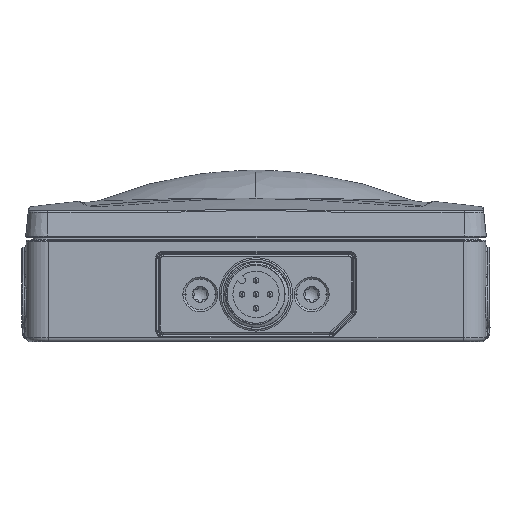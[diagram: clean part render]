
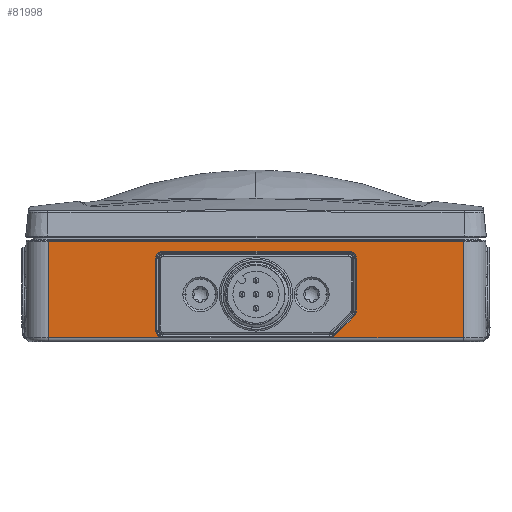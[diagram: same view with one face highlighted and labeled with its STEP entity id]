
A CAD part, front view. The second image highlights one B-rep face of the part: STEP entity #81998.
In plain terms, the highlighted planar face has unit normal (0, -1, 0).
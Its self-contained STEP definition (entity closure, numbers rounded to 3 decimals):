
#19089=DIRECTION('',(0.,0.,-1.));
#19090=VECTOR('',#19089,17.3);
#19091=CARTESIAN_POINT('',(-37.25,-44.25,-3.45));
#19092=LINE('',#19091,#19090);
#19116=DIRECTION('',(-1.,0.,0.));
#19117=VECTOR('',#19116,74.5);
#19118=CARTESIAN_POINT('',(37.25,-44.25,-3.45));
#19119=LINE('',#19118,#19117);
#19124=CARTESIAN_POINT('',(13.229,-44.25,
-20.743));
#19125=CARTESIAN_POINT('',(13.345,-44.25,
-20.741));
#19126=CARTESIAN_POINT('',(13.556,-44.25,
-20.713));
#19127=CARTESIAN_POINT('',(13.875,-44.25,
-20.579));
#19128=CARTESIAN_POINT('',(14.039,-44.25,-20.452));
#19129=CARTESIAN_POINT('',(14.113,-44.25,-20.377));
#19131=DIRECTION('',(0.707,0.,0.707));
#19132=VECTOR('',#19131,4.97);
#19133=CARTESIAN_POINT('',(14.113,-44.25,-20.377));
#19134=LINE('',#19133,#19132);
#19135=CARTESIAN_POINT('',(16.75,-44.25,-15.986));
#19136=DIRECTION('',(0.,-1.,0.));
#19137=DIRECTION('',(0.707,0.,-0.707));
#19138=AXIS2_PLACEMENT_3D('',#19135,#19136,#19137);
#19140=DIRECTION('',(0.,0.,1.));
#19141=VECTOR('',#19140,9.486);
#19142=CARTESIAN_POINT('',(17.99,-44.25,-15.986));
#19143=LINE('',#19142,#19141);
#19144=CARTESIAN_POINT('',(16.75,-44.25,-6.5));
#19145=DIRECTION('',(0.,-1.,0.));
#19146=DIRECTION('',(1.,0.,0.));
#19147=AXIS2_PLACEMENT_3D('',#19144,#19145,#19146);
#19149=CARTESIAN_POINT('',(-16.75,-44.25,-6.5));
#19150=DIRECTION('',(0.,-1.,0.));
#19151=DIRECTION('',(0.,0.,1.));
#19152=AXIS2_PLACEMENT_3D('',#19149,#19150,#19151);
#19154=CARTESIAN_POINT('',(-17.99,-44.25,-19.5));
#19155=CARTESIAN_POINT('',(-17.99,-44.25,-19.631));
#19156=CARTESIAN_POINT('',(-17.952,-44.25,
-19.879));
#19157=CARTESIAN_POINT('',(-17.771,-44.25,
-20.24));
#19158=CARTESIAN_POINT('',(-17.498,-44.25,
-20.516));
#19159=CARTESIAN_POINT('',(-17.133,-44.25,
-20.701));
#19160=CARTESIAN_POINT('',(-16.882,-44.25,
-20.741));
#19161=CARTESIAN_POINT('',(-16.743,-44.25,
-20.743));
#19171=DIRECTION('',(0.,0.,1.));
#19172=VECTOR('',#19171,17.3);
#19173=CARTESIAN_POINT('',(37.25,-44.25,-20.75));
#19174=LINE('',#19173,#19172);
#20833=DIRECTION('',(1.,0.,0.));
#20834=VECTOR('',#20833,24.021);
#20835=CARTESIAN_POINT('',(13.229,-44.25,
-20.743));
#20836=LINE('',#20835,#20834);
#20841=DIRECTION('',(1.,0.,0.));
#20842=VECTOR('',#20841,20.507);
#20843=CARTESIAN_POINT('',(-37.25,-44.25,-20.75));
#20844=LINE('',#20843,#20842);
#22504=DIRECTION('',(0.,0.,1.));
#22505=VECTOR('',#22504,13.);
#22506=CARTESIAN_POINT('',(-17.99,-44.25,-19.5));
#22507=LINE('',#22506,#22505);
#22527=DIRECTION('',(1.,0.,0.));
#22528=VECTOR('',#22527,33.5);
#22529=CARTESIAN_POINT('',(-16.75,-44.25,-5.26));
#22530=LINE('',#22529,#22528);
#30296=CARTESIAN_POINT('',(-37.25,-44.25,-3.45));
#30297=VERTEX_POINT('',#30296);
#30298=CARTESIAN_POINT('',(-37.25,-44.25,-20.75));
#30299=VERTEX_POINT('',#30298);
#30304=CARTESIAN_POINT('',(37.25,-44.25,-3.45));
#30305=VERTEX_POINT('',#30304);
#30306=CARTESIAN_POINT('',(37.25,-44.25,-20.75));
#30307=VERTEX_POINT('',#30306);
#30308=CARTESIAN_POINT('',(13.229,-44.25,
-20.743));
#30309=VERTEX_POINT('',#30308);
#30310=VERTEX_POINT('',#19129);
#30311=CARTESIAN_POINT('',(17.627,-44.25,-16.863));
#30312=VERTEX_POINT('',#30311);
#30313=CARTESIAN_POINT('',(17.99,-44.25,-15.986));
#30314=VERTEX_POINT('',#30313);
#30315=CARTESIAN_POINT('',(17.99,-44.25,-6.5));
#30316=VERTEX_POINT('',#30315);
#30317=CARTESIAN_POINT('',(16.75,-44.25,-5.26));
#30318=VERTEX_POINT('',#30317);
#30319=CARTESIAN_POINT('',(-16.75,-44.25,-5.26));
#30320=VERTEX_POINT('',#30319);
#30321=CARTESIAN_POINT('',(-17.99,-44.25,-6.5));
#30322=VERTEX_POINT('',#30321);
#30323=CARTESIAN_POINT('',(-17.99,-44.25,-19.5));
#30324=VERTEX_POINT('',#30323);
#30325=VERTEX_POINT('',#19161);
#81965=CARTESIAN_POINT('',(-41.25,-44.25,0.));
#81966=DIRECTION('',(0.,-1.,0.));
#81967=DIRECTION('',(1.,0.,0.));
#81968=AXIS2_PLACEMENT_3D('',#81965,#81966,#81967);
#81969=PLANE('',#81968);
#81970=ORIENTED_EDGE('',*,*,#81956,.F.);
#81972=ORIENTED_EDGE('',*,*,#81971,.F.);
#81974=ORIENTED_EDGE('',*,*,#81973,.F.);
#81976=ORIENTED_EDGE('',*,*,#81975,.T.);
#81978=ORIENTED_EDGE('',*,*,#81977,.T.);
#81980=ORIENTED_EDGE('',*,*,#81979,.T.);
#81982=ORIENTED_EDGE('',*,*,#81981,.T.);
#81984=ORIENTED_EDGE('',*,*,#81983,.T.);
#81986=ORIENTED_EDGE('',*,*,#81985,.F.);
#81988=ORIENTED_EDGE('',*,*,#81987,.T.);
#81990=ORIENTED_EDGE('',*,*,#81989,.F.);
#81992=ORIENTED_EDGE('',*,*,#81991,.T.);
#81994=ORIENTED_EDGE('',*,*,#81993,.F.);
#81995=ORIENTED_EDGE('',*,*,#81926,.F.);
#81996=EDGE_LOOP('',(#81970,#81972,#81974,#81976,#81978,#81980,#81982,#81984,
#81986,#81988,#81990,#81992,#81994,#81995));
#81997=FACE_OUTER_BOUND('',#81996,.F.);
#81998=ADVANCED_FACE('',(#81997),#81969,.T.);
#19130=B_SPLINE_CURVE_WITH_KNOTS('',3,(#19124,#19125,#19126,#19127,#19128,
#19129),.UNSPECIFIED.,.F.,.F.,(4,1,1,4),(0.,0.333,
0.667,1.),.UNSPECIFIED.);
#19139=CIRCLE('',#19138,1.24);
#19148=CIRCLE('',#19147,1.24);
#19153=CIRCLE('',#19152,1.24);
#19162=B_SPLINE_CURVE_WITH_KNOTS('',3,(#19154,#19155,#19156,#19157,#19158,
#19159,#19160,#19161),.UNSPECIFIED.,.F.,.F.,(4,1,1,1,1,4),(0.,0.2,0.4,
0.6,0.8,1.),.UNSPECIFIED.);
#81926=EDGE_CURVE('',#30297,#30299,#19092,.T.);
#81956=EDGE_CURVE('',#30305,#30297,#19119,.T.);
#81971=EDGE_CURVE('',#30307,#30305,#19174,.T.);
#81973=EDGE_CURVE('',#30309,#30307,#20836,.T.);
#81975=EDGE_CURVE('',#30309,#30310,#19130,.T.);
#81977=EDGE_CURVE('',#30310,#30312,#19134,.T.);
#81979=EDGE_CURVE('',#30312,#30314,#19139,.T.);
#81981=EDGE_CURVE('',#30314,#30316,#19143,.T.);
#81983=EDGE_CURVE('',#30316,#30318,#19148,.T.);
#81985=EDGE_CURVE('',#30320,#30318,#22530,.T.);
#81987=EDGE_CURVE('',#30320,#30322,#19153,.T.);
#81989=EDGE_CURVE('',#30324,#30322,#22507,.T.);
#81991=EDGE_CURVE('',#30324,#30325,#19162,.T.);
#81993=EDGE_CURVE('',#30299,#30325,#20844,.T.);
